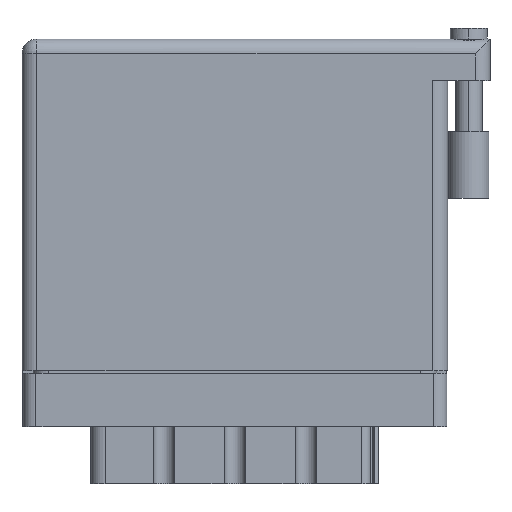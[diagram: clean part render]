
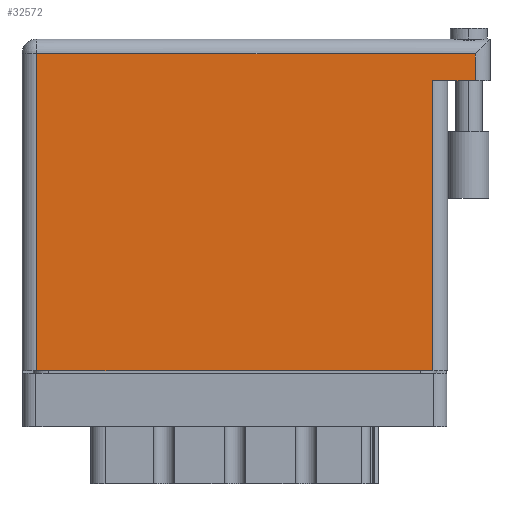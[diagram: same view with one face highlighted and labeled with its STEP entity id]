
A CAD part, front view. The second image highlights one B-rep face of the part: STEP entity #32572.
In plain terms, the highlighted face is planar.
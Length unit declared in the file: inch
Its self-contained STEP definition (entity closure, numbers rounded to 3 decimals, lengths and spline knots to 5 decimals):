
#255 = VERTEX_POINT ( 'NONE', #4513 ) ;
#533 = CARTESIAN_POINT ( 'NONE',  ( 2.208, 1.369, 0. ) ) ;
#578 = CARTESIAN_POINT ( 'NONE',  ( 1.938, 0., 0. ) ) ;
#618 = ORIENTED_EDGE ( 'NONE', *, *, #32026, .T. ) ;
#1574 = LINE ( 'NONE', #3423, #7361 ) ;
#2670 = VERTEX_POINT ( 'NONE', #14025 ) ;
#3423 = CARTESIAN_POINT ( 'NONE',  ( 1.938, 1.369, 0. ) ) ;
#4191 = CARTESIAN_POINT ( 'NONE',  ( 0., 1.496, 0. ) ) ;
#4513 = CARTESIAN_POINT ( 'NONE',  ( 1.938, 1.369, 0. ) ) ;
#5290 = VERTEX_POINT ( 'NONE', #578 ) ;
#5645 = EDGE_CURVE ( 'NONE', #12164, #5290, #12962, .T. ) ;
#5889 = EDGE_CURVE ( 'NONE', #26395, #255, #20154, .T. ) ;
#6004 = ORIENTED_EDGE ( 'NONE', *, *, #33681, .T. ) ;
#7361 = VECTOR ( 'NONE', #12497, 39.37008 ) ;
#7676 = DIRECTION ( 'NONE',  ( 0., 1., 0. ) ) ;
#7789 = CARTESIAN_POINT ( 'NONE',  ( 0.07, 0., 0. ) ) ;
#7927 = CARTESIAN_POINT ( 'NONE',  ( 0., 0., 0. ) ) ;
#8187 = VECTOR ( 'NONE', #7676, 39.37008 ) ;
#8407 = DIRECTION ( 'NONE',  ( 1., 0., 0. ) ) ;
#8735 = EDGE_CURVE ( 'NONE', #5290, #255, #1574, .T. ) ;
#9735 = DIRECTION ( 'NONE',  ( 0., 0., -1. ) ) ;
#9852 = VECTOR ( 'NONE', #8407, 39.37008 ) ;
#9864 = DIRECTION ( 'NONE',  ( -1., 0., 0. ) ) ;
#9974 = LINE ( 'NONE', #4191, #11297 ) ;
#11297 = VECTOR ( 'NONE', #20790, 39.37008 ) ;
#11442 = VECTOR ( 'NONE', #33049, 39.37008 ) ;
#12164 = VERTEX_POINT ( 'NONE', #18068 ) ;
#12497 = DIRECTION ( 'NONE',  ( 0., 1., 0. ) ) ;
#12604 = CARTESIAN_POINT ( 'NONE',  ( 0., 1.566, 0. ) ) ;
#12962 = LINE ( 'NONE', #7927, #9852 ) ;
#13155 = VERTEX_POINT ( 'NONE', #28054 ) ;
#13784 = AXIS2_PLACEMENT_3D ( 'NONE', #12604, #9735, #9864 ) ;
#14025 = CARTESIAN_POINT ( 'NONE',  ( 2.138, 1.496, 0. ) ) ;
#15041 = LINE ( 'NONE', #7789, #11442 ) ;
#15145 = ORIENTED_EDGE ( 'NONE', *, *, #5645, .T. ) ;
#18068 = CARTESIAN_POINT ( 'NONE',  ( 0.07, 0., 0. ) ) ;
#19042 = ORIENTED_EDGE ( 'NONE', *, *, #33756, .T. ) ;
#19239 = VECTOR ( 'NONE', #32020, 39.37008 ) ;
#20154 = LINE ( 'NONE', #533, #19239 ) ;
#20790 = DIRECTION ( 'NONE',  ( -1., 0., 0. ) ) ;
#23139 = ORIENTED_EDGE ( 'NONE', *, *, #8735, .T. ) ;
#25381 = ORIENTED_EDGE ( 'NONE', *, *, #5889, .F. ) ;
#26147 = FACE_OUTER_BOUND ( 'NONE', #33483, .T. ) ;
#26395 = VERTEX_POINT ( 'NONE', #34476 ) ;
#28054 = CARTESIAN_POINT ( 'NONE',  ( 0.07, 1.496, 0. ) ) ;
#29443 = CARTESIAN_POINT ( 'NONE',  ( 2.138, 1.566, 0. ) ) ;
#32020 = DIRECTION ( 'NONE',  ( -1., 0., 0. ) ) ;
#32026 = EDGE_CURVE ( 'NONE', #13155, #12164, #15041, .T. ) ;
#32329 = LINE ( 'NONE', #29443, #8187 ) ;
#32572 = ADVANCED_FACE ( 'NONE', ( #26147 ), #32764, .F. ) ;
#32764 = PLANE ( 'NONE',  #13784 ) ;
#33049 = DIRECTION ( 'NONE',  ( 0., -1., 0. ) ) ;
#33483 = EDGE_LOOP ( 'NONE', ( #15145, #23139, #25381, #19042, #6004, #618 ) ) ;
#33681 = EDGE_CURVE ( 'NONE', #2670, #13155, #9974, .T. ) ;
#33756 = EDGE_CURVE ( 'NONE', #26395, #2670, #32329, .T. ) ;
#34476 = CARTESIAN_POINT ( 'NONE',  ( 2.138, 1.369, 0. ) ) ;
